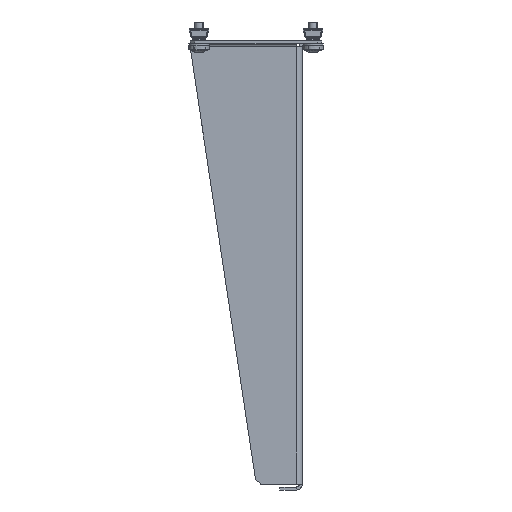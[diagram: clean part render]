
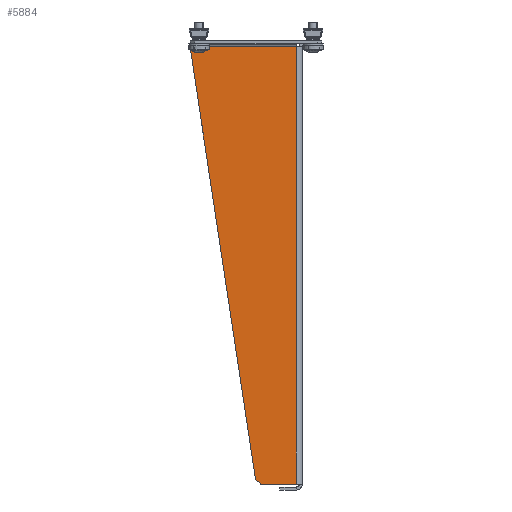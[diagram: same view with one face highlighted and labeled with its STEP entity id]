
A CAD part, left-side view. The second image highlights one B-rep face of the part: STEP entity #5884.
In plain terms, the highlighted planar face has unit normal (-1, 0, 0).
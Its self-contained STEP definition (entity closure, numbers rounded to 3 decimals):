
#320 = EDGE_CURVE ( 'NONE', #2746, #12216, #5799, .T. ) ;
#772 = DIRECTION ( 'NONE',  ( -1., 0., 0. ) ) ;
#1134 = VERTEX_POINT ( 'NONE', #5886 ) ;
#1719 = ORIENTED_EDGE ( 'NONE', *, *, #320, .T. ) ;
#1793 = CARTESIAN_POINT ( 'NONE',  ( -224., 73., 146. ) ) ;
#1811 = DIRECTION ( 'NONE',  ( 0., 1., 0. ) ) ;
#2076 = EDGE_CURVE ( 'NONE', #8000, #4376, #6241, .T. ) ;
#2727 = ORIENTED_EDGE ( 'NONE', *, *, #2076, .T. ) ;
#2746 = VERTEX_POINT ( 'NONE', #1793 ) ;
#3016 = CARTESIAN_POINT ( 'NONE',  ( -224., 2., -146. ) ) ;
#3606 = EDGE_CURVE ( 'NONE', #4376, #2746, #8167, .T. ) ;
#4184 = DIRECTION ( 'NONE',  ( 0., -1., 0. ) ) ;
#4376 = VERTEX_POINT ( 'NONE', #10605 ) ;
#4777 = DIRECTION ( 'NONE',  ( 0., -0.15, -0.989 ) ) ;
#5001 = ORIENTED_EDGE ( 'NONE', *, *, #3606, .T. ) ;
#5388 = VECTOR ( 'NONE', #10943, 1000. ) ;
#5799 = LINE ( 'NONE', #10013, #12491 ) ;
#5884 = ADVANCED_FACE ( 'NONE', ( #12092 ), #11265, .T. ) ;
#5886 = CARTESIAN_POINT ( 'NONE',  ( -224., 25.237, -146. ) ) ;
#6241 = LINE ( 'NONE', #12564, #11913 ) ;
#7347 = VECTOR ( 'NONE', #1811, 1000. ) ;
#7475 = AXIS2_PLACEMENT_3D ( 'NONE', #10156, #772, #12027 ) ;
#8000 = VERTEX_POINT ( 'NONE', #3016 ) ;
#8167 = LINE ( 'NONE', #12352, #7347 ) ;
#8378 = DIRECTION ( 'NONE',  ( 0., 0., 1. ) ) ;
#8714 = ORIENTED_EDGE ( 'NONE', *, *, #12534, .T. ) ;
#9257 = EDGE_LOOP ( 'NONE', ( #1719, #8714, #12634, #2727, #5001 ) ) ;
#9833 = CARTESIAN_POINT ( 'NONE',  ( -224., 78.617, -106.653 ) ) ;
#10013 = CARTESIAN_POINT ( 'NONE',  ( -224., 49.767, -7.531 ) ) ;
#10035 = VECTOR ( 'NONE', #4184, 1000. ) ;
#10156 = CARTESIAN_POINT ( 'NONE',  ( -224., 0., 0. ) ) ;
#10227 = CARTESIAN_POINT ( 'NONE',  ( -224., 29.261, -143.034 ) ) ;
#10519 = LINE ( 'NONE', #12573, #10035 ) ;
#10605 = CARTESIAN_POINT ( 'NONE',  ( -224., 2., 146. ) ) ;
#10943 = DIRECTION ( 'NONE',  ( 0., -0.805, -0.593 ) ) ;
#11265 = PLANE ( 'NONE',  #7475 ) ;
#11763 = LINE ( 'NONE', #9833, #5388 ) ;
#11913 = VECTOR ( 'NONE', #8378, 1000. ) ;
#12027 = DIRECTION ( 'NONE',  ( 0., -1., 0. ) ) ;
#12092 = FACE_OUTER_BOUND ( 'NONE', #9257, .T. ) ;
#12216 = VERTEX_POINT ( 'NONE', #10227 ) ;
#12352 = CARTESIAN_POINT ( 'NONE',  ( -224., 0., 146. ) ) ;
#12491 = VECTOR ( 'NONE', #4777, 1000. ) ;
#12534 = EDGE_CURVE ( 'NONE', #12216, #1134, #11763, .T. ) ;
#12564 = CARTESIAN_POINT ( 'NONE',  ( -224., 2., 0. ) ) ;
#12573 = CARTESIAN_POINT ( 'NONE',  ( -224., 0., -146. ) ) ;
#12634 = ORIENTED_EDGE ( 'NONE', *, *, #13048, .T. ) ;
#13048 = EDGE_CURVE ( 'NONE', #1134, #8000, #10519, .T. ) ;
